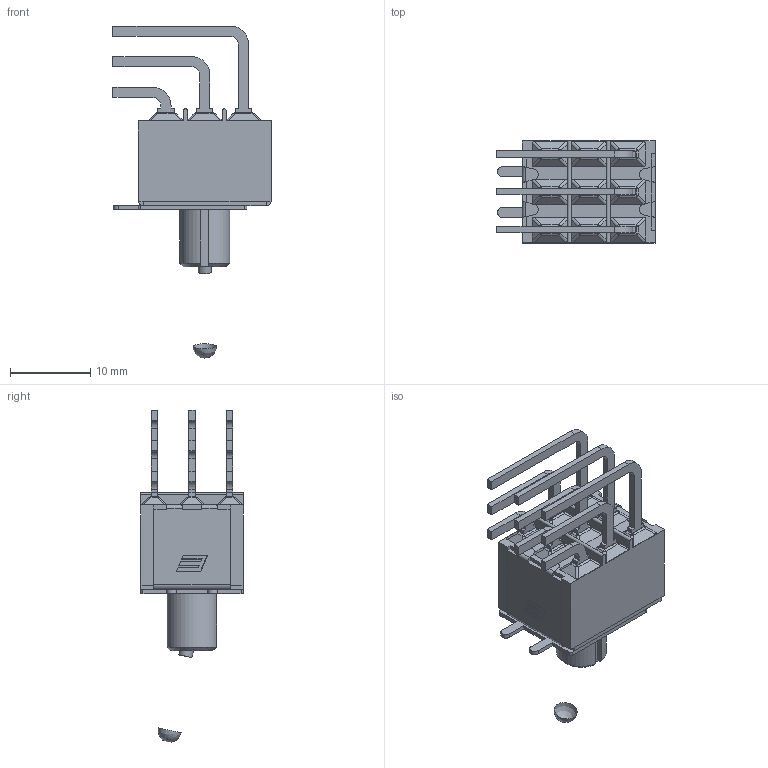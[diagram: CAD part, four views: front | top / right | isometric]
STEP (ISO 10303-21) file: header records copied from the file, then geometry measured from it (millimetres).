
FILE_DESCRIPTION(/* description */ (''),/* implementation_level */ '2;1');
FILE_NAME(/* name */ '1003PxT1B4M6xE.stp',/* time_stamp */ '2026-01-16T13:21:56-06:00',/* author */ ('jmeyers'),/* organization */ (''),/* preprocessor_version */ 'ST-DEVELOPER v18.1',/* originating_system */ 'Autodesk Inventor 2022',/* authorisation */ '');
FILE_SCHEMA (('AUTOMOTIVE_DESIGN { 1 0 10303 214 3 1 1 }'));
Length unit declared in the file: inch
Products named in the file (1): Part109
Bounding box: 19.68 x 12.7 x 41.3 mm (x, y, z)
Volume: 2752.3 mm3; surface area: 2317.4 mm2
Topology: 1 solids, 4 shells, 449 faces, 1178 edges, 702 vertices
Faces by surface type: plane 291, cylinder 116, sphere 38, cone 3, bspline 1
Full cylindrical faces by diameter (mm): 1.65 x1, 4.2 x2
Entity records: 13435 total; most frequent: CARTESIAN_POINT 2372, DIRECTION 2333, ORIENTED_EDGE 2284, EDGE_CURVE 1142, LINE 843, VECTOR 843, AXIS2_PLACEMENT_3D 745, VERTEX_POINT 702
